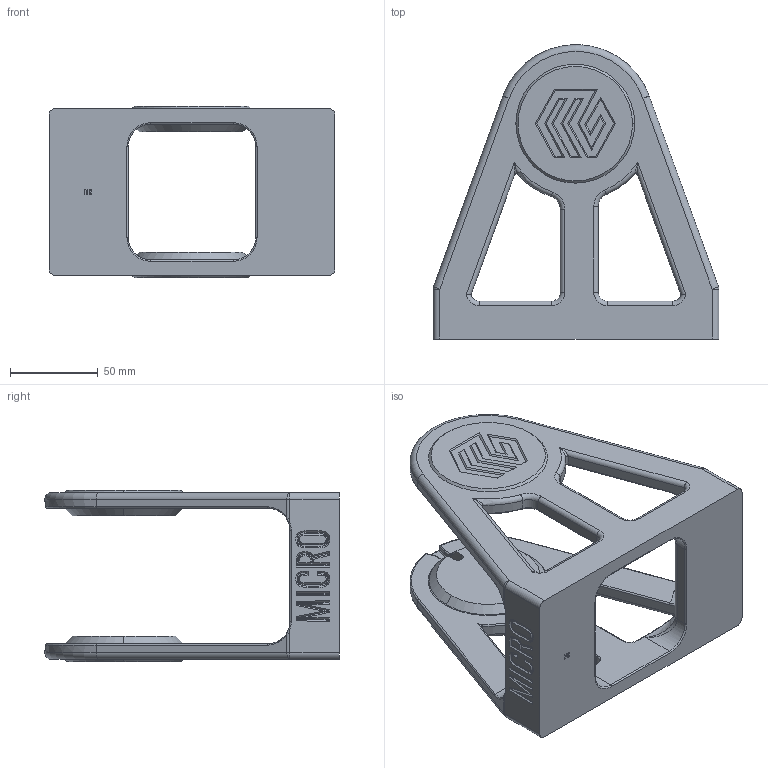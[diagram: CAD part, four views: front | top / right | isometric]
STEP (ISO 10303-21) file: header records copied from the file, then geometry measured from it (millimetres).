
FILE_DESCRIPTION (( 'STEP AP214' ), '1' );
FILE_NAME ('SpoolHolder.STEP', '2021-11-05T15:32:44', ( '' ), ( '' ), 'SwSTEP 2.0', 'SolidWorks 2021', '' );
FILE_SCHEMA (( 'AUTOMOTIVE_DESIGN' ));
Length unit declared in the file: inch
Products named in the file (1): SpoolHolder
Bounding box: 163.22 x 167.98 x 97.79 mm (x, y, z)
Volume: 446005.5 mm3; surface area: 92815.2 mm2
Topology: 1 solids, 1 shells, 588 faces, 1534 edges, 958 vertices
Faces by surface type: plane 278, bspline 120, cylinder 108, torus 68, cone 10, sphere 4
Entity records: 27993 total; most frequent: CARTESIAN_POINT 14460, ORIENTED_EDGE 3044, DIRECTION 2436, EDGE_CURVE 1522, VERTEX_POINT 958, LINE 886, VECTOR 886, AXIS2_PLACEMENT_3D 775
